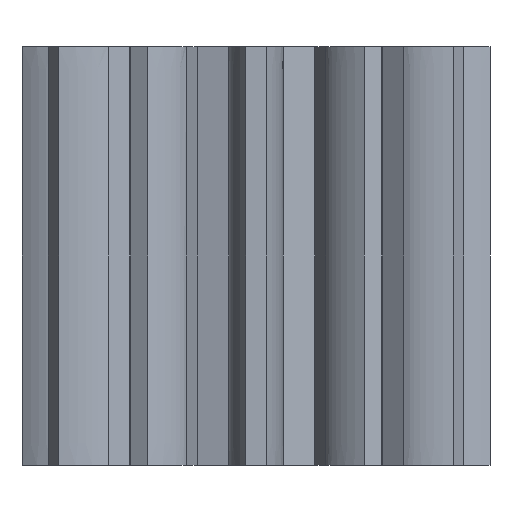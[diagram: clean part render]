
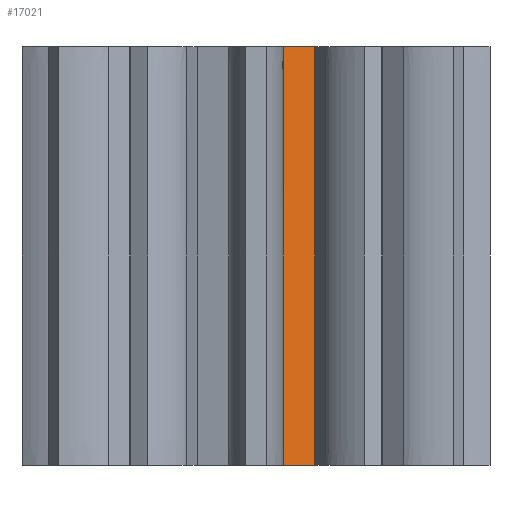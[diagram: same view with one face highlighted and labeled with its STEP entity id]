
A CAD part, front view. The second image highlights one B-rep face of the part: STEP entity #17021.
In plain terms, the highlighted face is a extrusion surface.
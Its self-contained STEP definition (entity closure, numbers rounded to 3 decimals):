
#93 = PLANE('',#94);
#94 = AXIS2_PLACEMENT_3D('',#95,#96,#97);
#95 = CARTESIAN_POINT('',(0.,0.,12.5));
#96 = DIRECTION('',(0.,0.,1.));
#97 = DIRECTION('',(1.,0.,0.));
#168 = PLANE('',#169);
#169 = AXIS2_PLACEMENT_3D('',#170,#171,#172);
#170 = CARTESIAN_POINT('',(0.,0.,0.));
#171 = DIRECTION('',(0.,0.,1.));
#172 = DIRECTION('',(1.,0.,0.));
#3027 = VERTEX_POINT('',#3028);
#3028 = CARTESIAN_POINT('',(0.69,-4.7,0.));
#3040 = SURFACE_OF_LINEAR_EXTRUSION('',#3041,#3044);
#3041 = B_SPLINE_CURVE_WITH_KNOTS('',1,(#3042,#3043),.UNSPECIFIED.,.F.,
  .F.,(2,2),(0.,0.888),.PIECEWISE_BEZIER_KNOTS.);
#3042 = CARTESIAN_POINT('',(0.819,-5.578,0.));
#3043 = CARTESIAN_POINT('',(0.69,-4.7,0.));
#3044 = VECTOR('',#3045,1.);
#3045 = DIRECTION('',(-0.,-0.,-1.));
#3053 = EDGE_CURVE('',#3027,#3054,#3056,.T.);
#3054 = VERTEX_POINT('',#3055);
#3055 = CARTESIAN_POINT('',(1.752,-4.415,0.));
#3056 = SURFACE_CURVE('',#3057,(#3060,#3066),.PCURVE_S1.);
#3057 = B_SPLINE_CURVE_WITH_KNOTS('',1,(#3058,#3059),.UNSPECIFIED.,.F.,
  .F.,(2,2),(0.,1.099),.PIECEWISE_BEZIER_KNOTS.);
#3058 = CARTESIAN_POINT('',(0.69,-4.7,0.));
#3059 = CARTESIAN_POINT('',(1.752,-4.415,0.));
#3060 = PCURVE('',#168,#3061);
#3061 = DEFINITIONAL_REPRESENTATION('',(#3062),#3065);
#3062 = B_SPLINE_CURVE_WITH_KNOTS('',1,(#3063,#3064),.UNSPECIFIED.,.F.,
  .F.,(2,2),(0.,1.099),.PIECEWISE_BEZIER_KNOTS.);
#3063 = CARTESIAN_POINT('',(0.69,-4.7));
#3064 = CARTESIAN_POINT('',(1.752,-4.415));
#3065 = ( GEOMETRIC_REPRESENTATION_CONTEXT(2) 
PARAMETRIC_REPRESENTATION_CONTEXT() REPRESENTATION_CONTEXT('2D SPACE',''
  ) );
#3066 = PCURVE('',#3067,#3073);
#3067 = SURFACE_OF_LINEAR_EXTRUSION('',#3068,#3071);
#3068 = B_SPLINE_CURVE_WITH_KNOTS('',1,(#3069,#3070),.UNSPECIFIED.,.F.,
  .F.,(2,2),(0.,1.099),.PIECEWISE_BEZIER_KNOTS.);
#3069 = CARTESIAN_POINT('',(0.69,-4.7,0.));
#3070 = CARTESIAN_POINT('',(1.752,-4.415,0.));
#3071 = VECTOR('',#3072,1.);
#3072 = DIRECTION('',(-0.,-0.,-1.));
#3073 = DEFINITIONAL_REPRESENTATION('',(#3074),#3078);
#3074 = LINE('',#3075,#3076);
#3075 = CARTESIAN_POINT('',(0.,0.));
#3076 = VECTOR('',#3077,1.);
#3077 = DIRECTION('',(1.,0.));
#3078 = ( GEOMETRIC_REPRESENTATION_CONTEXT(2) 
PARAMETRIC_REPRESENTATION_CONTEXT() REPRESENTATION_CONTEXT('2D SPACE',''
  ) );
#3094 = SURFACE_OF_LINEAR_EXTRUSION('',#3095,#3098);
#3095 = B_SPLINE_CURVE_WITH_KNOTS('',1,(#3096,#3097),.UNSPECIFIED.,.F.,
  .F.,(2,2),(0.,0.888),.PIECEWISE_BEZIER_KNOTS.);
#3096 = CARTESIAN_POINT('',(1.752,-4.415,0.));
#3097 = CARTESIAN_POINT('',(2.08,-5.241,0.));
#3098 = VECTOR('',#3099,1.);
#3099 = DIRECTION('',(-0.,-0.,-1.));
#5561 = VERTEX_POINT('',#5562);
#5562 = CARTESIAN_POINT('',(0.69,-4.7,12.5));
#5581 = EDGE_CURVE('',#5561,#5582,#5584,.T.);
#5582 = VERTEX_POINT('',#5583);
#5583 = CARTESIAN_POINT('',(1.752,-4.415,12.5));
#5584 = SURFACE_CURVE('',#5585,(#5588,#5594),.PCURVE_S1.);
#5585 = B_SPLINE_CURVE_WITH_KNOTS('',1,(#5586,#5587),.UNSPECIFIED.,.F.,
  .F.,(2,2),(0.,1.099),.PIECEWISE_BEZIER_KNOTS.);
#5586 = CARTESIAN_POINT('',(0.69,-4.7,12.5));
#5587 = CARTESIAN_POINT('',(1.752,-4.415,12.5));
#5588 = PCURVE('',#93,#5589);
#5589 = DEFINITIONAL_REPRESENTATION('',(#5590),#5593);
#5590 = B_SPLINE_CURVE_WITH_KNOTS('',1,(#5591,#5592),.UNSPECIFIED.,.F.,
  .F.,(2,2),(0.,1.099),.PIECEWISE_BEZIER_KNOTS.);
#5591 = CARTESIAN_POINT('',(0.69,-4.7));
#5592 = CARTESIAN_POINT('',(1.752,-4.415));
#5593 = ( GEOMETRIC_REPRESENTATION_CONTEXT(2) 
PARAMETRIC_REPRESENTATION_CONTEXT() REPRESENTATION_CONTEXT('2D SPACE',''
  ) );
#5594 = PCURVE('',#3067,#5595);
#5595 = DEFINITIONAL_REPRESENTATION('',(#5596),#5600);
#5596 = LINE('',#5597,#5598);
#5597 = CARTESIAN_POINT('',(0.,-12.5));
#5598 = VECTOR('',#5599,1.);
#5599 = DIRECTION('',(1.,0.));
#5600 = ( GEOMETRIC_REPRESENTATION_CONTEXT(2) 
PARAMETRIC_REPRESENTATION_CONTEXT() REPRESENTATION_CONTEXT('2D SPACE',''
  ) );
#16971 = EDGE_CURVE('',#3054,#5582,#16972,.T.);
#16972 = SURFACE_CURVE('',#16973,(#16977,#16984),.PCURVE_S1.);
#16973 = LINE('',#16974,#16975);
#16974 = CARTESIAN_POINT('',(1.752,-4.415,0.));
#16975 = VECTOR('',#16976,1.);
#16976 = DIRECTION('',(0.,0.,1.));
#16977 = PCURVE('',#3094,#16978);
#16978 = DEFINITIONAL_REPRESENTATION('',(#16979),#16983);
#16979 = LINE('',#16980,#16981);
#16980 = CARTESIAN_POINT('',(0.,0.));
#16981 = VECTOR('',#16982,1.);
#16982 = DIRECTION('',(0.,-1.));
#16983 = ( GEOMETRIC_REPRESENTATION_CONTEXT(2) 
PARAMETRIC_REPRESENTATION_CONTEXT() REPRESENTATION_CONTEXT('2D SPACE',''
  ) );
#16984 = PCURVE('',#3067,#16985);
#16985 = DEFINITIONAL_REPRESENTATION('',(#16986),#16990);
#16986 = LINE('',#16987,#16988);
#16987 = CARTESIAN_POINT('',(1.099,0.));
#16988 = VECTOR('',#16989,1.);
#16989 = DIRECTION('',(0.,-1.));
#16990 = ( GEOMETRIC_REPRESENTATION_CONTEXT(2) 
PARAMETRIC_REPRESENTATION_CONTEXT() REPRESENTATION_CONTEXT('2D SPACE',''
  ) );
#17021 = ADVANCED_FACE('',(#17022),#3067,.F.);
#17022 = FACE_BOUND('',#17023,.F.);
#17023 = EDGE_LOOP('',(#17024,#17045,#17046,#17047));
#17024 = ORIENTED_EDGE('',*,*,#17025,.T.);
#17025 = EDGE_CURVE('',#3027,#5561,#17026,.T.);
#17026 = SURFACE_CURVE('',#17027,(#17031,#17038),.PCURVE_S1.);
#17027 = LINE('',#17028,#17029);
#17028 = CARTESIAN_POINT('',(0.69,-4.7,0.));
#17029 = VECTOR('',#17030,1.);
#17030 = DIRECTION('',(0.,0.,1.));
#17031 = PCURVE('',#3067,#17032);
#17032 = DEFINITIONAL_REPRESENTATION('',(#17033),#17037);
#17033 = LINE('',#17034,#17035);
#17034 = CARTESIAN_POINT('',(0.,0.));
#17035 = VECTOR('',#17036,1.);
#17036 = DIRECTION('',(0.,-1.));
#17037 = ( GEOMETRIC_REPRESENTATION_CONTEXT(2) 
PARAMETRIC_REPRESENTATION_CONTEXT() REPRESENTATION_CONTEXT('2D SPACE',''
  ) );
#17038 = PCURVE('',#3040,#17039);
#17039 = DEFINITIONAL_REPRESENTATION('',(#17040),#17044);
#17040 = LINE('',#17041,#17042);
#17041 = CARTESIAN_POINT('',(0.888,0.));
#17042 = VECTOR('',#17043,1.);
#17043 = DIRECTION('',(0.,-1.));
#17044 = ( GEOMETRIC_REPRESENTATION_CONTEXT(2) 
PARAMETRIC_REPRESENTATION_CONTEXT() REPRESENTATION_CONTEXT('2D SPACE',''
  ) );
#17045 = ORIENTED_EDGE('',*,*,#5581,.T.);
#17046 = ORIENTED_EDGE('',*,*,#16971,.F.);
#17047 = ORIENTED_EDGE('',*,*,#3053,.F.);
